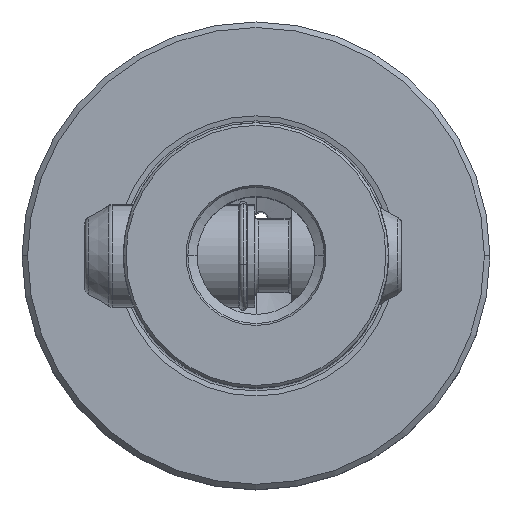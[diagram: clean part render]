
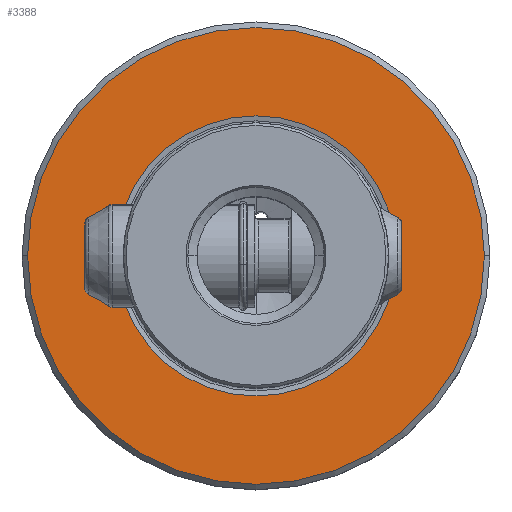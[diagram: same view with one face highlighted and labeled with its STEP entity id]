
A CAD part, top view. The second image highlights one B-rep face of the part: STEP entity #3388.
In plain terms, the highlighted planar face has unit normal (0, 0, 1).
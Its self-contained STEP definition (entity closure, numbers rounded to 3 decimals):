
#3388=ADVANCED_FACE('NONE',(#8689,#8690),#8691,.T.);
#3428=EDGE_CURVE('NONE',#3932,#4300,#8734,.T.);
#3654=EDGE_CURVE('NONE',#4300,#3932,#8989,.T.);
#3932=VERTEX_POINT('NONE',#9295);
#4300=VERTEX_POINT('NONE',#9690);
#4354=VERTEX_POINT('NONE',#9748);
#5186=VERTEX_POINT('NONE',#10656);
#7308=EDGE_CURVE('NONE',#5186,#4354,#13014,.F.);
#7494=EDGE_CURVE('NONE',#4354,#5186,#13215,.F.);
#8689=FACE_OUTER_BOUND('',#15240,.T.);
#8690=FACE_BOUND('',#15241,.T.);
#8691=PLANE('',#15242);
#8734=CIRCLE('',#15329,31.0);
#8989=CIRCLE('',#15959,31.0);
#9295=CARTESIAN_POINT('',(31.0,0.,0.0));
#9690=CARTESIAN_POINT('',(-31.0,0.,0.0));
#9748=CARTESIAN_POINT('',(19.012,0.,0.0));
#10656=CARTESIAN_POINT('',(-19.012,0.,0.0));
#13014=CIRCLE('',#24300,19.012);
#13215=CIRCLE('',#24653,19.012);
#15240=EDGE_LOOP('',(#26252,#26253));
#15241=EDGE_LOOP('',(#26254,#26255));
#15242=AXIS2_PLACEMENT_3D('',#26256,#26257,#26258);
#15329=AXIS2_PLACEMENT_3D('',#26292,#26293,#26294);
#15959=AXIS2_PLACEMENT_3D('',#26611,#26612,#26613);
#24300=AXIS2_PLACEMENT_3D('',#31102,#31103,#31104);
#24653=AXIS2_PLACEMENT_3D('',#31316,#31317,#31318);
#26252=ORIENTED_EDGE('',*,*,#3654,.F.);
#26253=ORIENTED_EDGE('',*,*,#3428,.F.);
#26254=ORIENTED_EDGE('',*,*,#7494,.F.);
#26255=ORIENTED_EDGE('',*,*,#7308,.F.);
#26256=CARTESIAN_POINT('',(-18.0,0.0,0.0));
#26257=DIRECTION('',(-0.0,0.0,1.0));
#26258=DIRECTION('',(0.0,1.0,0.0));
#26292=CARTESIAN_POINT('',(0.0,0.0,0.0));
#26293=DIRECTION('',(0.0,0.0,-1.0));
#26294=DIRECTION('',(-1.0,0.,0.0));
#26611=CARTESIAN_POINT('',(0.0,0.0,0.0));
#26612=DIRECTION('',(0.0,0.0,-1.0));
#26613=DIRECTION('',(-1.0,0.,0.0));
#31102=CARTESIAN_POINT('',(0.0,0.0,0.0));
#31103=DIRECTION('',(0.0,0.0,-1.0));
#31104=DIRECTION('',(1.0,0.,0.0));
#31316=CARTESIAN_POINT('',(0.0,0.0,0.0));
#31317=DIRECTION('',(0.0,0.0,-1.0));
#31318=DIRECTION('',(1.0,0.,0.0));
